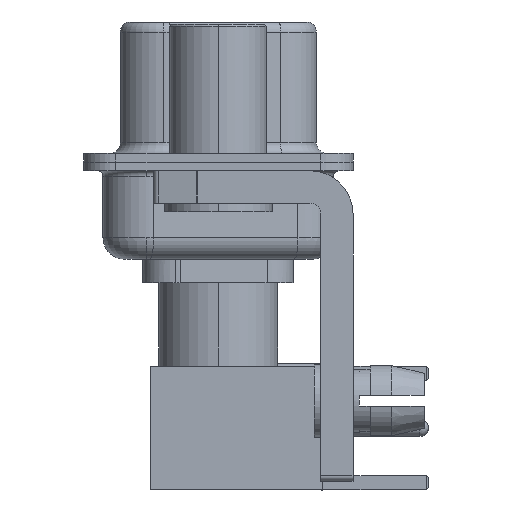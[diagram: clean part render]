
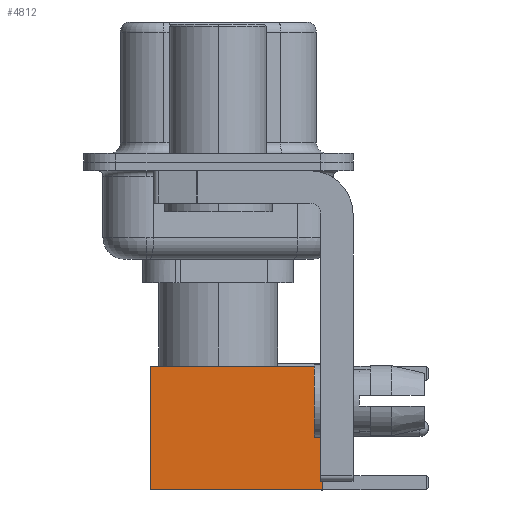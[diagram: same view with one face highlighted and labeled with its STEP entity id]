
A CAD part, left-side view. The second image highlights one B-rep face of the part: STEP entity #4812.
In plain terms, the highlighted face is planar.
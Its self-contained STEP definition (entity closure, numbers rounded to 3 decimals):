
#1434 = DIRECTION ( 'NONE',  ( -1., 0., 0. ) ) ;
#1790 = ORIENTED_EDGE ( 'NONE', *, *, #2549, .F. ) ;
#2295 = CARTESIAN_POINT ( 'NONE',  ( -2.875, 2.875, 0. ) ) ;
#2549 = EDGE_CURVE ( 'NONE', #13973, #28590, #4167, .T. ) ;
#3689 = VECTOR ( 'NONE', #20290, 1000. ) ;
#4167 = LINE ( 'NONE', #18227, #21807 ) ;
#4598 = EDGE_LOOP ( 'NONE', ( #15947, #15415, #14309, #1790 ) ) ;
#4683 = LINE ( 'NONE', #2295, #12694 ) ;
#4812 = ADVANCED_FACE ( 'NONE', ( #22897 ), #28906, .T. ) ;
#12362 = EDGE_CURVE ( 'NONE', #13973, #33446, #32002, .T. ) ;
#12694 = VECTOR ( 'NONE', #27306, 1000. ) ;
#13973 = VERTEX_POINT ( 'NONE', #25058 ) ;
#14309 = ORIENTED_EDGE ( 'NONE', *, *, #20152, .F. ) ;
#15415 = ORIENTED_EDGE ( 'NONE', *, *, #24247, .T. ) ;
#15947 = ORIENTED_EDGE ( 'NONE', *, *, #12362, .T. ) ;
#18227 = CARTESIAN_POINT ( 'NONE',  ( 0., 2.875, 8. ) ) ;
#19857 = CARTESIAN_POINT ( 'NONE',  ( -2.875, 2.875, 8. ) ) ;
#20152 = EDGE_CURVE ( 'NONE', #28590, #35019, #4683, .T. ) ;
#20290 = DIRECTION ( 'NONE',  ( -1., 0., 0. ) ) ;
#21000 = CARTESIAN_POINT ( 'NONE',  ( 2.875, 2.875, 0. ) ) ;
#21807 = VECTOR ( 'NONE', #1434, 1000. ) ;
#22897 = FACE_OUTER_BOUND ( 'NONE', #4598, .T. ) ;
#23089 = DIRECTION ( 'NONE',  ( 0., 1., 0. ) ) ;
#24247 = EDGE_CURVE ( 'NONE', #33446, #35019, #33277, .T. ) ;
#25058 = CARTESIAN_POINT ( 'NONE',  ( 2.875, 2.875, 8. ) ) ;
#25842 = VECTOR ( 'NONE', #29244, 1000. ) ;
#25936 = CARTESIAN_POINT ( 'NONE',  ( 0., 2.875, 0. ) ) ;
#27029 = AXIS2_PLACEMENT_3D ( 'NONE', #33833, #23089, #34004 ) ;
#27306 = DIRECTION ( 'NONE',  ( 0., 0., -1. ) ) ;
#28590 = VERTEX_POINT ( 'NONE', #19857 ) ;
#28906 = PLANE ( 'NONE',  #27029 ) ;
#29076 = CARTESIAN_POINT ( 'NONE',  ( 2.875, 2.875, 0. ) ) ;
#29140 = CARTESIAN_POINT ( 'NONE',  ( -2.875, 2.875, 0. ) ) ;
#29244 = DIRECTION ( 'NONE',  ( 0., 0., -1. ) ) ;
#32002 = LINE ( 'NONE', #29076, #25842 ) ;
#33277 = LINE ( 'NONE', #25936, #3689 ) ;
#33446 = VERTEX_POINT ( 'NONE', #21000 ) ;
#33833 = CARTESIAN_POINT ( 'NONE',  ( 2.875, 2.875, 0. ) ) ;
#34004 = DIRECTION ( 'NONE',  ( 0., 0., 1. ) ) ;
#35019 = VERTEX_POINT ( 'NONE', #29140 ) ;
